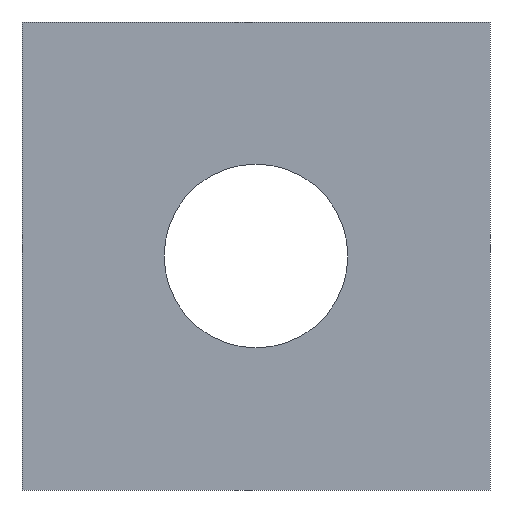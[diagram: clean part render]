
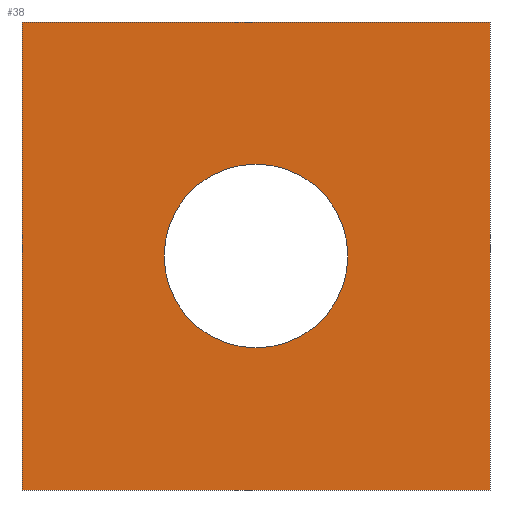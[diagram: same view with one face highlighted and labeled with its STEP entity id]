
A CAD part, front view. The second image highlights one B-rep face of the part: STEP entity #38.
In plain terms, the highlighted planar face has unit normal (0, -1, 0).
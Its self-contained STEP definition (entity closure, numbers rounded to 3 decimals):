
#2 = DIRECTION ( 'NONE',  ( 0., 0., 1. ) ) ;
#4 = EDGE_LOOP ( 'NONE', ( #165, #25, #37, #88 ) ) ;
#9 = CARTESIAN_POINT ( 'NONE',  ( 6.5, 0., 9.053 ) ) ;
#12 = VECTOR ( 'NONE', #138, 1000. ) ;
#14 = VECTOR ( 'NONE', #114, 1000. ) ;
#15 = FACE_OUTER_BOUND ( 'NONE', #4, .T. ) ;
#18 = CARTESIAN_POINT ( 'NONE',  ( 6.5, 0., 6.5 ) ) ;
#21 = CARTESIAN_POINT ( 'NONE',  ( 0., 0., 13. ) ) ;
#25 = ORIENTED_EDGE ( 'NONE', *, *, #71, .F. ) ;
#37 = ORIENTED_EDGE ( 'NONE', *, *, #190, .F. ) ;
#38 = ADVANCED_FACE ( 'NONE', ( #132, #15 ), #94, .F. ) ;
#41 = AXIS2_PLACEMENT_3D ( 'NONE', #61, #120, #2 ) ;
#61 = CARTESIAN_POINT ( 'NONE',  ( 6.5, 0., 6.5 ) ) ;
#71 = EDGE_CURVE ( 'NONE', #126, #204, #73, .T. ) ;
#73 = LINE ( 'NONE', #97, #14 ) ;
#76 = DIRECTION ( 'NONE',  ( 1., 0., 0. ) ) ;
#78 = EDGE_CURVE ( 'NONE', #202, #245, #192, .T. ) ;
#79 = CARTESIAN_POINT ( 'NONE',  ( 0., 0., 0. ) ) ;
#85 = VERTEX_POINT ( 'NONE', #9 ) ;
#88 = ORIENTED_EDGE ( 'NONE', *, *, #78, .T. ) ;
#94 = PLANE ( 'NONE',  #249 ) ;
#97 = CARTESIAN_POINT ( 'NONE',  ( 13., 0., 13. ) ) ;
#99 = CARTESIAN_POINT ( 'NONE',  ( 0., 0., 13. ) ) ;
#104 = VERTEX_POINT ( 'NONE', #157 ) ;
#106 = ORIENTED_EDGE ( 'NONE', *, *, #224, .T. ) ;
#107 = CARTESIAN_POINT ( 'NONE',  ( 0., 0., 13. ) ) ;
#111 = CIRCLE ( 'NONE', #41, 2.553 ) ;
#114 = DIRECTION ( 'NONE',  ( 0., 0., -1. ) ) ;
#120 = DIRECTION ( 'NONE',  ( 0., 1., 0. ) ) ;
#126 = VERTEX_POINT ( 'NONE', #134 ) ;
#128 = AXIS2_PLACEMENT_3D ( 'NONE', #18, #259, #161 ) ;
#132 = FACE_BOUND ( 'NONE', #221, .T. ) ;
#134 = CARTESIAN_POINT ( 'NONE',  ( 13., 0., 13. ) ) ;
#136 = DIRECTION ( 'NONE',  ( 0., 0., -1. ) ) ;
#138 = DIRECTION ( 'NONE',  ( 1., 0., 0. ) ) ;
#151 = EDGE_CURVE ( 'NONE', #245, #204, #254, .T. ) ;
#157 = CARTESIAN_POINT ( 'NONE',  ( 6.5, 0., 3.947 ) ) ;
#158 = LINE ( 'NONE', #21, #12 ) ;
#161 = DIRECTION ( 'NONE',  ( 0., 0., 1. ) ) ;
#165 = ORIENTED_EDGE ( 'NONE', *, *, #151, .T. ) ;
#172 = DIRECTION ( 'NONE',  ( 0., 0., 1. ) ) ;
#173 = VECTOR ( 'NONE', #76, 1000. ) ;
#174 = CARTESIAN_POINT ( 'NONE',  ( 0., 0., 13. ) ) ;
#190 = EDGE_CURVE ( 'NONE', #202, #126, #158, .T. ) ;
#192 = LINE ( 'NONE', #174, #256 ) ;
#202 = VERTEX_POINT ( 'NONE', #107 ) ;
#204 = VERTEX_POINT ( 'NONE', #220 ) ;
#220 = CARTESIAN_POINT ( 'NONE',  ( 13., 0., 0. ) ) ;
#221 = EDGE_LOOP ( 'NONE', ( #240, #106 ) ) ;
#224 = EDGE_CURVE ( 'NONE', #104, #85, #111, .T. ) ;
#240 = ORIENTED_EDGE ( 'NONE', *, *, #253, .T. ) ;
#245 = VERTEX_POINT ( 'NONE', #79 ) ;
#249 = AXIS2_PLACEMENT_3D ( 'NONE', #99, #250, #172 ) ;
#250 = DIRECTION ( 'NONE',  ( 0., 1., 0. ) ) ;
#252 = CIRCLE ( 'NONE', #128, 2.553 ) ;
#253 = EDGE_CURVE ( 'NONE', #85, #104, #252, .T. ) ;
#254 = LINE ( 'NONE', #257, #173 ) ;
#256 = VECTOR ( 'NONE', #136, 1000. ) ;
#257 = CARTESIAN_POINT ( 'NONE',  ( 0., 0., 0. ) ) ;
#259 = DIRECTION ( 'NONE',  ( 0., 1., 0. ) ) ;
